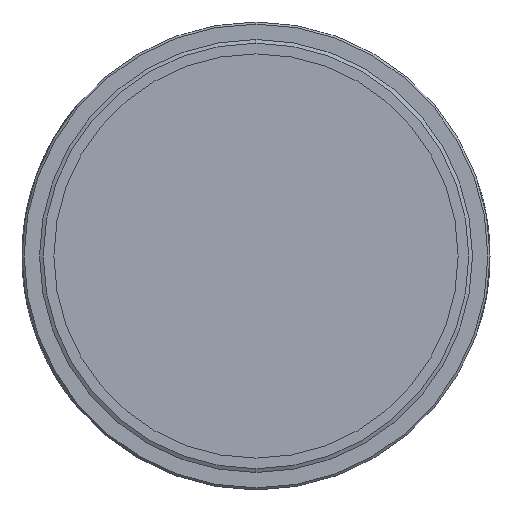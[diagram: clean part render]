
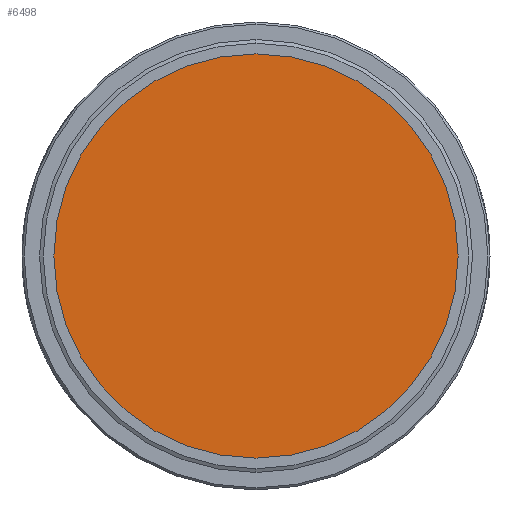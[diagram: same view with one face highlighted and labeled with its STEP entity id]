
A CAD part, left-side view. The second image highlights one B-rep face of the part: STEP entity #6498.
In plain terms, the highlighted planar face has unit normal (-1, 0, 0).
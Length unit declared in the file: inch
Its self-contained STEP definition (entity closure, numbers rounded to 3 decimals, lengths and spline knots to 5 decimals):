
#1164 = CARTESIAN_POINT ( 'NONE',  ( -0.105, 0., 0. ) ) ;
#1421 = CIRCLE ( 'NONE', #11416, 1. ) ;
#1758 = VERTEX_POINT ( 'NONE', #14018 ) ;
#2310 = DIRECTION ( 'NONE',  ( 0., 0., -1. ) ) ;
#3404 = EDGE_CURVE ( 'NONE', #5910, #1758, #1421, .T. ) ;
#3539 = DIRECTION ( 'NONE',  ( 1., 0., 0. ) ) ;
#4465 = CARTESIAN_POINT ( 'NONE',  ( -0.105, 0., 0. ) ) ;
#5336 = AXIS2_PLACEMENT_3D ( 'NONE', #4465, #12568, #5629 ) ;
#5629 = DIRECTION ( 'NONE',  ( 0., 0., -1. ) ) ;
#5637 = AXIS2_PLACEMENT_3D ( 'NONE', #10470, #3539, #11640 ) ;
#5910 = VERTEX_POINT ( 'NONE', #14520 ) ;
#6498 = ADVANCED_FACE ( 'NONE', ( #11704 ), #14717, .F. ) ;
#7862 = ORIENTED_EDGE ( 'NONE', *, *, #3404, .F. ) ;
#9265 = DIRECTION ( 'NONE',  ( 1., 0., 0. ) ) ;
#10433 = CIRCLE ( 'NONE', #5637, 1. ) ;
#10470 = CARTESIAN_POINT ( 'NONE',  ( -0.105, 0., 0. ) ) ;
#11416 = AXIS2_PLACEMENT_3D ( 'NONE', #1164, #9265, #2310 ) ;
#11640 = DIRECTION ( 'NONE',  ( 0., 0., -1. ) ) ;
#11704 = FACE_OUTER_BOUND ( 'NONE', #13262, .T. ) ;
#12568 = DIRECTION ( 'NONE',  ( 1., 0., 0. ) ) ;
#12665 = EDGE_CURVE ( 'NONE', #1758, #5910, #10433, .T. ) ;
#12814 = ORIENTED_EDGE ( 'NONE', *, *, #12665, .F. ) ;
#13262 = EDGE_LOOP ( 'NONE', ( #7862, #12814 ) ) ;
#14018 = CARTESIAN_POINT ( 'NONE',  ( -0.105, 0., 1. ) ) ;
#14520 = CARTESIAN_POINT ( 'NONE',  ( -0.105, 0., -1. ) ) ;
#14717 = PLANE ( 'NONE',  #5336 ) ;
